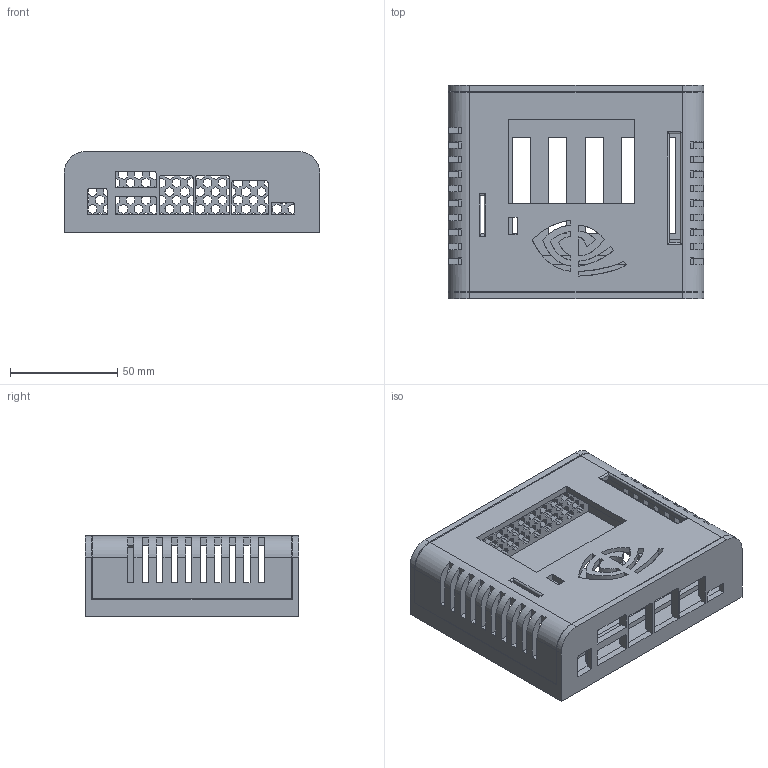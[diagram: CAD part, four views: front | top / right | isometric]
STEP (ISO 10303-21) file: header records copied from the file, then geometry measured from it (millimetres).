
FILE_DESCRIPTION(/* description */ (''),/* implementation_level */ '2;1');
FILE_NAME(/* name */ 'Jetson Nano Case.step',/* time_stamp */ '2024-03-17T00:08:55+07:00',/* author */ (''),/* organization */ (''),/* preprocessor_version */ 'ST-DEVELOPER v20',/* originating_system */ 'Autodesk Translation Framework v12.20.1.177',/* authorisation */ '');
FILE_SCHEMA (('AUTOMOTIVE_DESIGN { 1 0 10303 214 3 1 1 }'));
Products named in the file (4): Case; Jetson_NX_CASE v20 v1; Bottom; Top
Assembly tree (3 placements, depth 3):
  Case
    Jetson_NX_CASE v20 v1
      Bottom
      Top
Bounding box: 119 x 99.5 x 37.66 mm (x, y, z)
Volume: 91077.5 mm3; surface area: 74627.6 mm2
Topology: 2 solids, 2 shells, 2327 faces, 7054 edges, 4693 vertices
Faces by surface type: plane 2271, cylinder 40, bspline 16
Entity records: 78348 total; most frequent: CARTESIAN_POINT 14389, ORIENTED_EDGE 14108, DIRECTION 11803, EDGE_CURVE 7054, LINE 6877, VECTOR 6877, VERTEX_POINT 4693, EDGE_LOOP 2575
